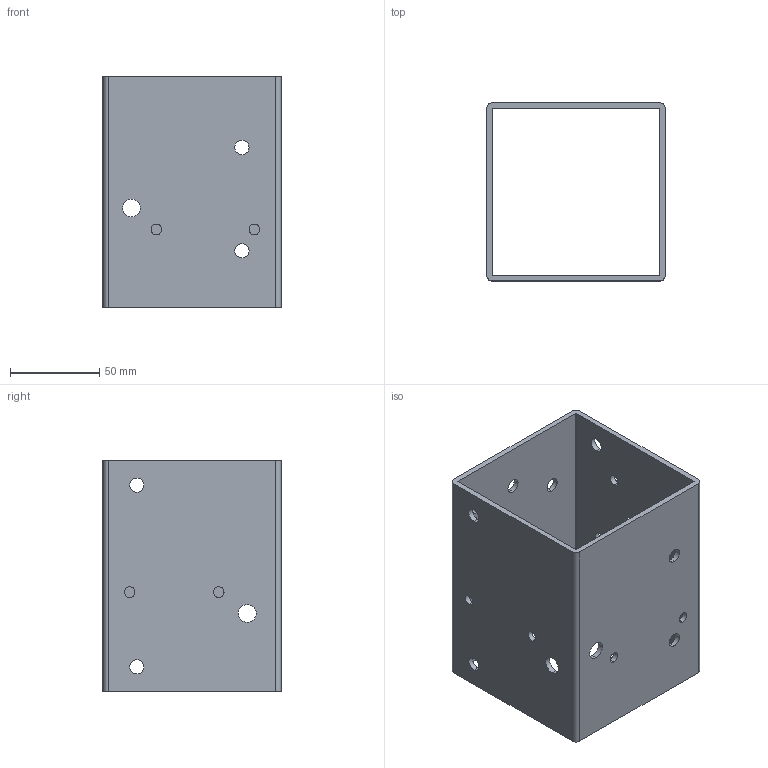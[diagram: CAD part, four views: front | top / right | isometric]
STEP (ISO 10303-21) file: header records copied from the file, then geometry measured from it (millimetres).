
FILE_DESCRIPTION (( 'STEP AP214' ), '1' );
FILE_NAME ('Beam Short Y2 - Drilled Holes.STEP', '2016-06-13T07:46:37', ( '' ), ( '' ), 'SwSTEP 2.0', 'SolidWorks 2016', '' );
FILE_SCHEMA (( 'AUTOMOTIVE_DESIGN' ));
Length unit declared in the file: millimetre
Products named in the file (1): Beam Short Y2 - Drilled Holes
Bounding box: 100 x 100 x 130 mm (x, y, z)
Volume: 146175.5 mm3; surface area: 101414.4 mm2
Topology: 1 solids, 1 shells, 64 faces, 186 edges, 124 vertices
Faces by surface type: cylinder 54, plane 10
Entity records: 2308 total; most frequent: DIRECTION 424, CARTESIAN_POINT 375, ORIENTED_EDGE 372, EDGE_CURVE 186, AXIS2_PLACEMENT_3D 173, VERTEX_POINT 124, EDGE_LOOP 112, CIRCLE 108
